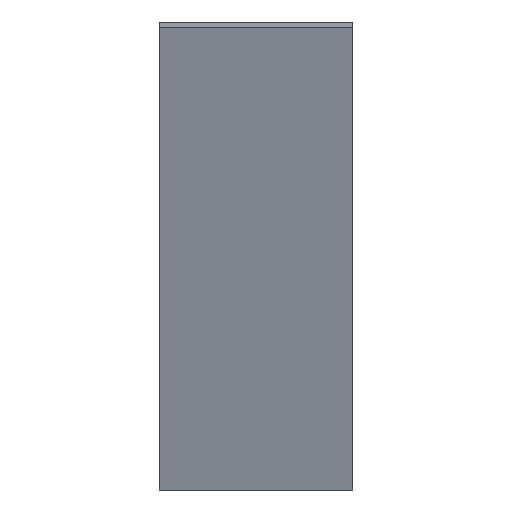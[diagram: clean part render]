
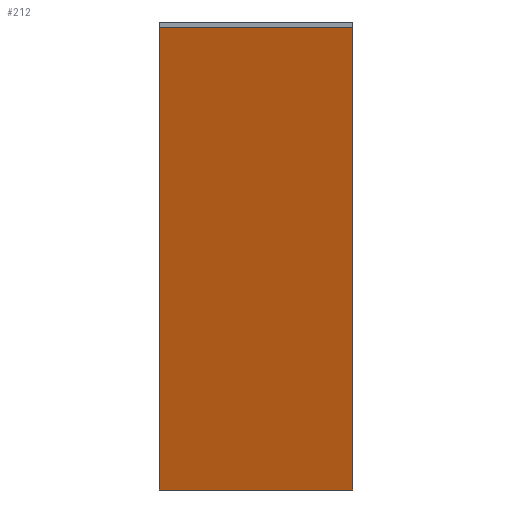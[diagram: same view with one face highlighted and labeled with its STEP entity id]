
A CAD part, front view. The second image highlights one B-rep face of the part: STEP entity #212.
In plain terms, the highlighted planar face has unit normal (0, -0.956, -0.295).
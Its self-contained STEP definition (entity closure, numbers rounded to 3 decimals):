
#52=ORIENTED_EDGE('',*,*,#101,.F.);
#53=ORIENTED_EDGE('',*,*,#100,.F.);
#54=ORIENTED_EDGE('',*,*,#102,.T.);
#55=ORIENTED_EDGE('',*,*,#103,.T.);
#100=EDGE_CURVE('',#123,#122,#140,.T.);
#101=EDGE_CURVE('',#122,#124,#141,.T.);
#102=EDGE_CURVE('',#123,#125,#142,.T.);
#103=EDGE_CURVE('',#125,#124,#143,.T.);
#122=VERTEX_POINT('',#342);
#123=VERTEX_POINT('',#344);
#124=VERTEX_POINT('',#348);
#125=VERTEX_POINT('',#350);
#140=LINE('',#345,#162);
#141=LINE('',#347,#163);
#142=LINE('',#349,#164);
#143=LINE('',#351,#165);
#162=VECTOR('',#283,1000.);
#163=VECTOR('',#286,1000.);
#164=VECTOR('',#287,1000.);
#165=VECTOR('',#288,1000.);
#177=EDGE_LOOP('',(#52,#53,#54,#55));
#191=FACE_BOUND('',#177,.T.);
#203=PLANE('',#242);
#212=ADVANCED_FACE('',(#191),#203,.T.);
#242=AXIS2_PLACEMENT_3D('',#346,#284,#285);
#283=DIRECTION('',(-1.,0.,0.));
#284=DIRECTION('',(0.,-0.956,-0.295));
#285=DIRECTION('',(0.,-0.295,0.956));
#286=DIRECTION('',(0.,-0.295,0.956));
#287=DIRECTION('',(0.,-0.295,0.956));
#288=DIRECTION('',(-1.,0.,0.));
#342=CARTESIAN_POINT('',(-17.704,131.135,107.464));
#344=CARTESIAN_POINT('',(-15.704,131.135,107.464));
#345=CARTESIAN_POINT('',(-15.704,131.135,107.464));
#346=CARTESIAN_POINT('',(-15.704,131.135,107.464));
#347=CARTESIAN_POINT('',(-17.704,131.135,107.464));
#348=CARTESIAN_POINT('',(-17.704,129.66,112.242));
#349=CARTESIAN_POINT('',(-15.704,131.135,107.464));
#350=CARTESIAN_POINT('',(-15.704,129.66,112.242));
#351=CARTESIAN_POINT('',(-15.704,129.66,112.242));
